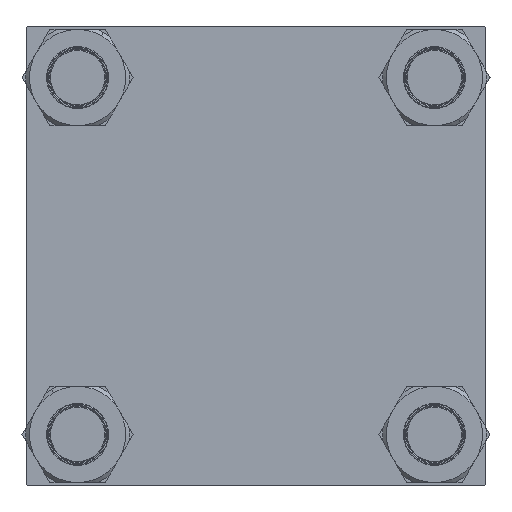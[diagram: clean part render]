
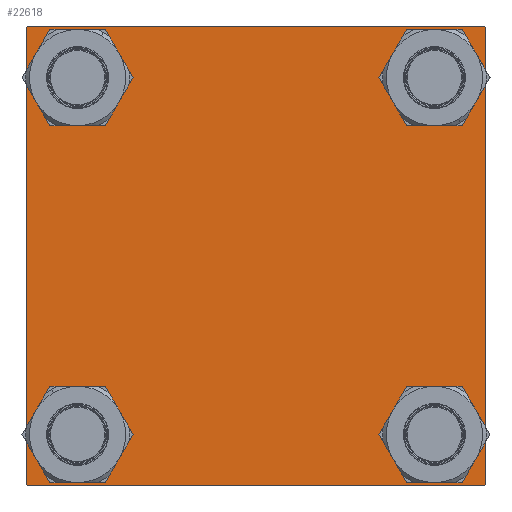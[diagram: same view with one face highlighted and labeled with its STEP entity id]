
A CAD part, left-side view. The second image highlights one B-rep face of the part: STEP entity #22618.
In plain terms, the highlighted planar face has unit normal (-1, 0, 0).
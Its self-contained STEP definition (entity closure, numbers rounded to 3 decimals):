
#616 = CARTESIAN_POINT ( 'NONE',  ( 0., -95.1, 79.6 ) ) ;
#657 = DIRECTION ( 'NONE',  ( 0., 0., 1. ) ) ;
#671 = VERTEX_POINT ( 'NONE', #17066 ) ;
#766 = FACE_BOUND ( 'NONE', #5945, .T. ) ;
#771 = AXIS2_PLACEMENT_3D ( 'NONE', #37310, #17482, #2071 ) ;
#1267 = CARTESIAN_POINT ( 'NONE',  ( 0., 0., 0. ) ) ;
#1578 = VERTEX_POINT ( 'NONE', #3158 ) ;
#2048 = ORIENTED_EDGE ( 'NONE', *, *, #30329, .F. ) ;
#2071 = DIRECTION ( 'NONE',  ( 0., 0., 1. ) ) ;
#2208 = EDGE_CURVE ( 'NONE', #43279, #31100, #48891, .T. ) ;
#2484 = CARTESIAN_POINT ( 'NONE',  ( 0., 122.5, 122.5 ) ) ;
#2659 = CARTESIAN_POINT ( 'NONE',  ( 0., 122.25, -122.25 ) ) ;
#2984 = LINE ( 'NONE', #2484, #26058 ) ;
#3158 = CARTESIAN_POINT ( 'NONE',  ( 0., 122.5, 122. ) ) ;
#3254 = CARTESIAN_POINT ( 'NONE',  ( 0., -122.5, 122. ) ) ;
#4385 = CARTESIAN_POINT ( 'NONE',  ( 0., -122.5, 122.5 ) ) ;
#4886 = EDGE_LOOP ( 'NONE', ( #27598, #43203 ) ) ;
#5216 = EDGE_CURVE ( 'NONE', #18905, #671, #8730, .T. ) ;
#5701 = CIRCLE ( 'NONE', #771, 15.5 ) ;
#5798 = EDGE_CURVE ( 'NONE', #30048, #20912, #16115, .T. ) ;
#5945 = EDGE_LOOP ( 'NONE', ( #11069, #14093 ) ) ;
#6784 = DIRECTION ( 'NONE',  ( 0., -0.707, -0.707 ) ) ;
#7364 = DIRECTION ( 'NONE',  ( 0., 0.707, -0.707 ) ) ;
#8043 = VECTOR ( 'NONE', #39065, 1000. ) ;
#8198 = LINE ( 'NONE', #19230, #8043 ) ;
#8696 = AXIS2_PLACEMENT_3D ( 'NONE', #35390, #40019, #657 ) ;
#8730 = CIRCLE ( 'NONE', #8696, 15.5 ) ;
#8854 = VECTOR ( 'NONE', #6784, 1000. ) ;
#9093 = EDGE_CURVE ( 'NONE', #42501, #1578, #31251, .T. ) ;
#9513 = FACE_BOUND ( 'NONE', #9747, .T. ) ;
#9688 = LINE ( 'NONE', #25351, #15590 ) ;
#9747 = EDGE_LOOP ( 'NONE', ( #31333, #25425 ) ) ;
#9809 = EDGE_CURVE ( 'NONE', #39304, #13928, #42062, .T. ) ;
#10927 = EDGE_LOOP ( 'NONE', ( #39638, #46810 ) ) ;
#10958 = CARTESIAN_POINT ( 'NONE',  ( 0., -95.1, -95.1 ) ) ;
#11069 = ORIENTED_EDGE ( 'NONE', *, *, #5216, .T. ) ;
#11205 = DIRECTION ( 'NONE',  ( 0., 0., -1. ) ) ;
#11220 = AXIS2_PLACEMENT_3D ( 'NONE', #36849, #25251, #37104 ) ;
#11791 = CIRCLE ( 'NONE', #12588, 15.5 ) ;
#11939 = DIRECTION ( 'NONE',  ( 1., 0., 0. ) ) ;
#11968 = CARTESIAN_POINT ( 'NONE',  ( 0., 122.25, 122.25 ) ) ;
#12007 = CARTESIAN_POINT ( 'NONE',  ( 0., 122.5, -122.5 ) ) ;
#12588 = AXIS2_PLACEMENT_3D ( 'NONE', #10958, #38222, #15308 ) ;
#12708 = VERTEX_POINT ( 'NONE', #14349 ) ;
#13362 = AXIS2_PLACEMENT_3D ( 'NONE', #40982, #48941, #29870 ) ;
#13366 = ORIENTED_EDGE ( 'NONE', *, *, #40866, .T. ) ;
#13527 = ORIENTED_EDGE ( 'NONE', *, *, #25468, .T. ) ;
#13563 = AXIS2_PLACEMENT_3D ( 'NONE', #24010, #11939, #35088 ) ;
#13904 = DIRECTION ( 'NONE',  ( 1., 0., 0. ) ) ;
#13928 = VERTEX_POINT ( 'NONE', #15005 ) ;
#14093 = ORIENTED_EDGE ( 'NONE', *, *, #14833, .T. ) ;
#14133 = VECTOR ( 'NONE', #7364, 1000. ) ;
#14349 = CARTESIAN_POINT ( 'NONE',  ( 0., -122., 122.5 ) ) ;
#14833 = EDGE_CURVE ( 'NONE', #671, #18905, #42133, .T. ) ;
#15005 = CARTESIAN_POINT ( 'NONE',  ( 0., -95.1, 110.6 ) ) ;
#15260 = AXIS2_PLACEMENT_3D ( 'NONE', #1267, #20052, #48598 ) ;
#15308 = DIRECTION ( 'NONE',  ( 0., 0., 1. ) ) ;
#15590 = VECTOR ( 'NONE', #28683, 1000. ) ;
#16066 = EDGE_CURVE ( 'NONE', #31100, #43279, #11791, .T. ) ;
#16115 = CIRCLE ( 'NONE', #11220, 15.5 ) ;
#16556 = CARTESIAN_POINT ( 'NONE',  ( 0., -122.25, -122.25 ) ) ;
#16944 = FACE_BOUND ( 'NONE', #4886, .T. ) ;
#16945 = DIRECTION ( 'NONE',  ( 0., 0., -1. ) ) ;
#17066 = CARTESIAN_POINT ( 'NONE',  ( 0., 95.1, 79.6 ) ) ;
#17482 = DIRECTION ( 'NONE',  ( 1., 0., 0. ) ) ;
#18905 = VERTEX_POINT ( 'NONE', #47979 ) ;
#19230 = CARTESIAN_POINT ( 'NONE',  ( 0., 122.5, 122.5 ) ) ;
#19468 = VECTOR ( 'NONE', #48213, 1000. ) ;
#20052 = DIRECTION ( 'NONE',  ( -1., 0., 0. ) ) ;
#20912 = VERTEX_POINT ( 'NONE', #37623 ) ;
#21324 = ORIENTED_EDGE ( 'NONE', *, *, #35475, .T. ) ;
#21781 = CARTESIAN_POINT ( 'NONE',  ( 0., -122.5, -122. ) ) ;
#22618 = ADVANCED_FACE ( 'NONE', ( #9513, #16944, #32381, #766, #36008 ), #28262, .T. ) ;
#22687 = CARTESIAN_POINT ( 'NONE',  ( 0., 122.5, -122. ) ) ;
#23410 = DIRECTION ( 'NONE',  ( 0., 0., 1. ) ) ;
#23511 = VERTEX_POINT ( 'NONE', #28080 ) ;
#24010 = CARTESIAN_POINT ( 'NONE',  ( 0., -95.1, -95.1 ) ) ;
#24715 = VERTEX_POINT ( 'NONE', #22687 ) ;
#25251 = DIRECTION ( 'NONE',  ( 1., 0., 0. ) ) ;
#25351 = CARTESIAN_POINT ( 'NONE',  ( 0., -122.25, 122.25 ) ) ;
#25425 = ORIENTED_EDGE ( 'NONE', *, *, #9809, .T. ) ;
#25468 = EDGE_CURVE ( 'NONE', #45740, #49651, #32497, .T. ) ;
#26058 = VECTOR ( 'NONE', #11205, 1000. ) ;
#26059 = VERTEX_POINT ( 'NONE', #3254 ) ;
#26202 = ORIENTED_EDGE ( 'NONE', *, *, #37497, .T. ) ;
#26387 = CARTESIAN_POINT ( 'NONE',  ( 0., 122., 122.5 ) ) ;
#27598 = ORIENTED_EDGE ( 'NONE', *, *, #16066, .T. ) ;
#27851 = CARTESIAN_POINT ( 'NONE',  ( 0., -95.1, -110.6 ) ) ;
#27871 = AXIS2_PLACEMENT_3D ( 'NONE', #49150, #13904, #48389 ) ;
#27931 = LINE ( 'NONE', #12007, #47459 ) ;
#28080 = CARTESIAN_POINT ( 'NONE',  ( 0., 122., -122.5 ) ) ;
#28262 = PLANE ( 'NONE',  #15260 ) ;
#28683 = DIRECTION ( 'NONE',  ( 0., 0.707, 0.707 ) ) ;
#29567 = VECTOR ( 'NONE', #16945, 1000. ) ;
#29870 = DIRECTION ( 'NONE',  ( 0., 0., 1. ) ) ;
#30048 = VERTEX_POINT ( 'NONE', #39438 ) ;
#30329 = EDGE_CURVE ( 'NONE', #42501, #12708, #8198, .T. ) ;
#31100 = VERTEX_POINT ( 'NONE', #32715 ) ;
#31251 = LINE ( 'NONE', #11968, #14133 ) ;
#31333 = ORIENTED_EDGE ( 'NONE', *, *, #44519, .T. ) ;
#32381 = FACE_BOUND ( 'NONE', #10927, .T. ) ;
#32497 = LINE ( 'NONE', #16556, #19468 ) ;
#32715 = CARTESIAN_POINT ( 'NONE',  ( 0., -95.1, -79.6 ) ) ;
#32996 = AXIS2_PLACEMENT_3D ( 'NONE', #39127, #50698, #23410 ) ;
#33617 = CIRCLE ( 'NONE', #27871, 15.5 ) ;
#35025 = EDGE_CURVE ( 'NONE', #20912, #30048, #33617, .T. ) ;
#35088 = DIRECTION ( 'NONE',  ( 0., 0., 1. ) ) ;
#35390 = CARTESIAN_POINT ( 'NONE',  ( 0., 95.1, 95.1 ) ) ;
#35475 = EDGE_CURVE ( 'NONE', #26059, #12708, #9688, .T. ) ;
#35923 = DIRECTION ( 'NONE',  ( 0., -1., 0. ) ) ;
#36008 = FACE_OUTER_BOUND ( 'NONE', #37100, .T. ) ;
#36551 = EDGE_CURVE ( 'NONE', #1578, #24715, #2984, .T. ) ;
#36849 = CARTESIAN_POINT ( 'NONE',  ( 0., 95.1, -95.1 ) ) ;
#37100 = EDGE_LOOP ( 'NONE', ( #46776, #13366, #26202, #13527, #39106, #21324, #2048, #39548 ) ) ;
#37104 = DIRECTION ( 'NONE',  ( 0., 0., 1. ) ) ;
#37310 = CARTESIAN_POINT ( 'NONE',  ( 0., -95.1, 95.1 ) ) ;
#37497 = EDGE_CURVE ( 'NONE', #23511, #45740, #27931, .T. ) ;
#37623 = CARTESIAN_POINT ( 'NONE',  ( 0., 95.1, -79.6 ) ) ;
#38222 = DIRECTION ( 'NONE',  ( 1., 0., 0. ) ) ;
#39065 = DIRECTION ( 'NONE',  ( 0., -1., 0. ) ) ;
#39106 = ORIENTED_EDGE ( 'NONE', *, *, #46721, .F. ) ;
#39127 = CARTESIAN_POINT ( 'NONE',  ( 0., -95.1, 95.1 ) ) ;
#39304 = VERTEX_POINT ( 'NONE', #616 ) ;
#39438 = CARTESIAN_POINT ( 'NONE',  ( 0., 95.1, -110.6 ) ) ;
#39548 = ORIENTED_EDGE ( 'NONE', *, *, #9093, .T. ) ;
#39638 = ORIENTED_EDGE ( 'NONE', *, *, #35025, .T. ) ;
#40019 = DIRECTION ( 'NONE',  ( 1., 0., 0. ) ) ;
#40866 = EDGE_CURVE ( 'NONE', #24715, #23511, #50487, .T. ) ;
#40982 = CARTESIAN_POINT ( 'NONE',  ( 0., 95.1, 95.1 ) ) ;
#41191 = CARTESIAN_POINT ( 'NONE',  ( 0., -122., -122.5 ) ) ;
#42062 = CIRCLE ( 'NONE', #32996, 15.5 ) ;
#42133 = CIRCLE ( 'NONE', #13362, 15.5 ) ;
#42501 = VERTEX_POINT ( 'NONE', #26387 ) ;
#43203 = ORIENTED_EDGE ( 'NONE', *, *, #2208, .T. ) ;
#43279 = VERTEX_POINT ( 'NONE', #27851 ) ;
#43991 = LINE ( 'NONE', #4385, #29567 ) ;
#44519 = EDGE_CURVE ( 'NONE', #13928, #39304, #5701, .T. ) ;
#45740 = VERTEX_POINT ( 'NONE', #41191 ) ;
#46721 = EDGE_CURVE ( 'NONE', #26059, #49651, #43991, .T. ) ;
#46776 = ORIENTED_EDGE ( 'NONE', *, *, #36551, .T. ) ;
#46810 = ORIENTED_EDGE ( 'NONE', *, *, #5798, .T. ) ;
#47459 = VECTOR ( 'NONE', #35923, 1000. ) ;
#47979 = CARTESIAN_POINT ( 'NONE',  ( 0., 95.1, 110.6 ) ) ;
#48213 = DIRECTION ( 'NONE',  ( 0., -0.707, 0.707 ) ) ;
#48389 = DIRECTION ( 'NONE',  ( 0., 0., 1. ) ) ;
#48598 = DIRECTION ( 'NONE',  ( 0., 0., 1. ) ) ;
#48891 = CIRCLE ( 'NONE', #13563, 15.5 ) ;
#48941 = DIRECTION ( 'NONE',  ( 1., 0., 0. ) ) ;
#49150 = CARTESIAN_POINT ( 'NONE',  ( 0., 95.1, -95.1 ) ) ;
#49651 = VERTEX_POINT ( 'NONE', #21781 ) ;
#50487 = LINE ( 'NONE', #2659, #8854 ) ;
#50698 = DIRECTION ( 'NONE',  ( 1., 0., 0. ) ) ;
